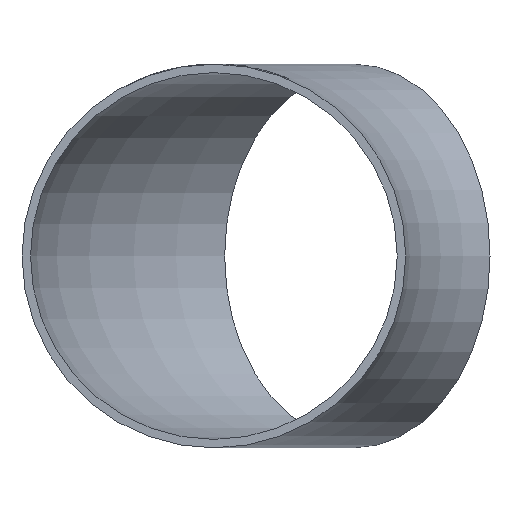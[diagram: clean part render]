
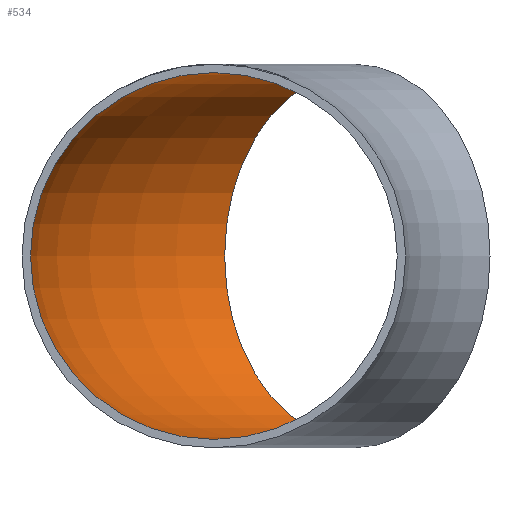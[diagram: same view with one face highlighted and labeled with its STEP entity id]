
A CAD part, front view. The second image highlights one B-rep face of the part: STEP entity #534.
In plain terms, the highlighted toroidal (fillet/blend) face has major radius 85 mm and minor radius 32.5 mm.
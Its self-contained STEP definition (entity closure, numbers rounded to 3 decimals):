
#64 = CARTESIAN_POINT ( 'NONE',  ( 0., 0., 0. ) ) ;
#169 = DIRECTION ( 'NONE',  ( -1., 0., 0. ) ) ;
#428 = EDGE_CURVE ( 'NONE', #19658, #19658, #18677, .T. ) ;
#534 = ADVANCED_FACE ( 'NONE', ( #18773, #12236 ), #19023, .F. ) ;
#1681 = CARTESIAN_POINT ( 'NONE',  ( -60.104, 60.104, 0. ) ) ;
#2743 = VERTEX_POINT ( 'NONE', #15222 ) ;
#4322 = AXIS2_PLACEMENT_3D ( 'NONE', #64, #18576, #169 ) ;
#4585 = DIRECTION ( 'NONE',  ( -0.707, 0.707, 0. ) ) ;
#4939 = ORIENTED_EDGE ( 'NONE', *, *, #5420, .F. ) ;
#5420 = EDGE_CURVE ( 'NONE', #2743, #2743, #11246, .T. ) ;
#9196 = DIRECTION ( 'NONE',  ( 0.707, 0.707, 0. ) ) ;
#11246 = CIRCLE ( 'NONE', #15484, 32.5 ) ;
#11616 = EDGE_LOOP ( 'NONE', ( #4939 ) ) ;
#12236 = FACE_OUTER_BOUND ( 'NONE', #11616, .T. ) ;
#12349 = ORIENTED_EDGE ( 'NONE', *, *, #428, .T. ) ;
#13149 = AXIS2_PLACEMENT_3D ( 'NONE', #1681, #9196, #4585 ) ;
#15002 = EDGE_LOOP ( 'NONE', ( #12349 ) ) ;
#15222 = CARTESIAN_POINT ( 'NONE',  ( -85., 0., 32.5 ) ) ;
#15484 = AXIS2_PLACEMENT_3D ( 'NONE', #18209, #19965, #16574 ) ;
#16574 = DIRECTION ( 'NONE',  ( 0., 0., 1. ) ) ;
#16659 = CARTESIAN_POINT ( 'NONE',  ( -83.085, 83.085, 0. ) ) ;
#18209 = CARTESIAN_POINT ( 'NONE',  ( -85., 0., 0. ) ) ;
#18576 = DIRECTION ( 'NONE',  ( 0., 0., -1. ) ) ;
#18677 = CIRCLE ( 'NONE', #13149, 32.5 ) ;
#18773 = FACE_OUTER_BOUND ( 'NONE', #15002, .T. ) ;
#19023 = TOROIDAL_SURFACE ( 'NONE', #4322, 85., 32.5 ) ;
#19658 = VERTEX_POINT ( 'NONE', #16659 ) ;
#19965 = DIRECTION ( 'NONE',  ( 0., 1., 0. ) ) ;
